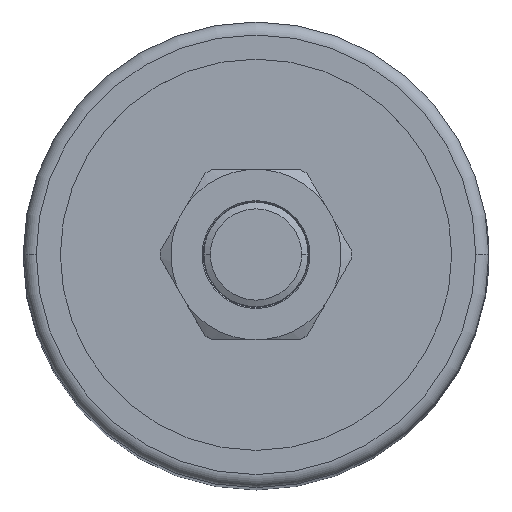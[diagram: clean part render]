
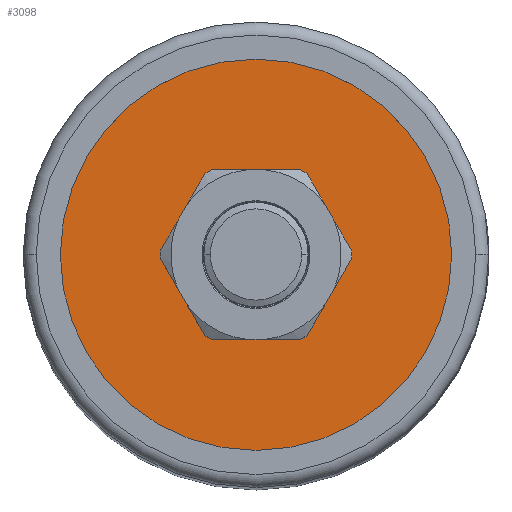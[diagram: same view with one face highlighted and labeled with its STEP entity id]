
A CAD part, top view. The second image highlights one B-rep face of the part: STEP entity #3098.
In plain terms, the highlighted planar face has unit normal (0, 0, 1).
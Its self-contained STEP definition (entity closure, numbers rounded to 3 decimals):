
#3018=CARTESIAN_POINT('',(-15.0,0.,112.6));
#3019=VERTEX_POINT('',#3018);
#3028=CARTESIAN_POINT('',(15.0,0.,112.6));
#3029=VERTEX_POINT('',#3028);
#3030=CARTESIAN_POINT('',(0.,0.,112.6));
#3031=DIRECTION('',(0.0,0.0,1.0));
#3032=DIRECTION('',(-1.0,0.0,0.0));
#3033=AXIS2_PLACEMENT_3D('',#3030,#3031,#3032);
#3034=CIRCLE('',#3033,15.0);
#3035=EDGE_CURVE('',#3029,#3019,#3034,.T.);
#3069=CARTESIAN_POINT('',(0.,0.,112.6));
#3070=DIRECTION('',(0.0,0.0,1.0));
#3071=DIRECTION('',(-1.0,0.0,0.0));
#3072=AXIS2_PLACEMENT_3D('',#3069,#3070,#3071);
#3073=CIRCLE('',#3072,15.0);
#3074=EDGE_CURVE('',#3019,#3029,#3073,.T.);
#3089=CARTESIAN_POINT('',(0.,0.,112.6));
#3090=DIRECTION('',(0.0,0.0,1.0));
#3091=DIRECTION('',(-1.0,0.0,0.0));
#3092=AXIS2_PLACEMENT_3D('',#3089,#3090,#3091);
#3093=PLANE('',#3092);
#3094=ORIENTED_EDGE('',*,*,#3074,.T.);
#3095=ORIENTED_EDGE('',*,*,#3035,.T.);
#3096=EDGE_LOOP('',(#3094,#3095));
#3097=FACE_OUTER_BOUND('',#3096,.T.);
#3098=ADVANCED_FACE('',(#3097),#3093,.T.);
